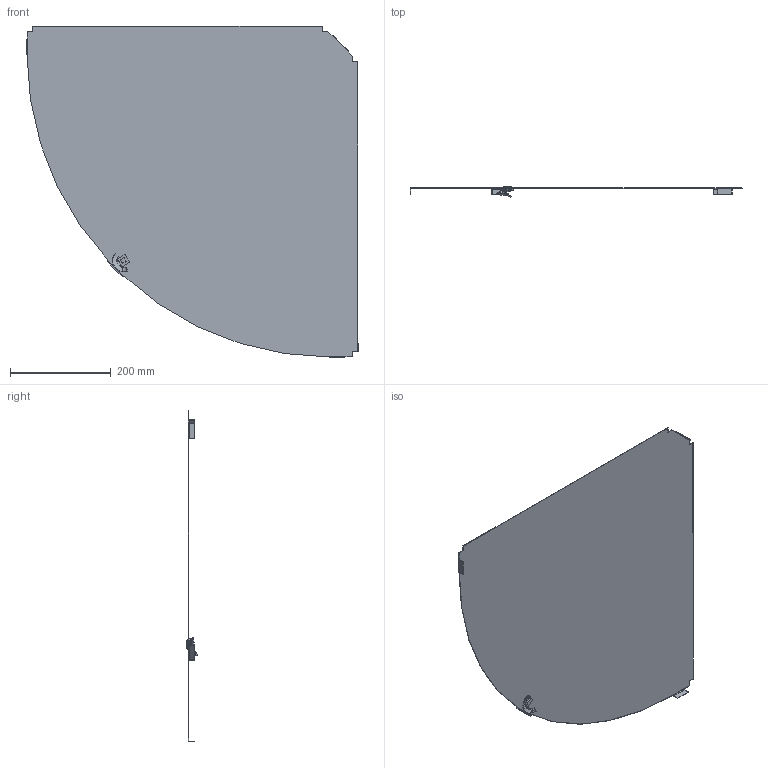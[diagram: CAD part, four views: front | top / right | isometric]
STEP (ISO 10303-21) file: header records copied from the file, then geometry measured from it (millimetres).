
FILE_DESCRIPTION (( 'STEP AP214' ), '1' );
FILE_NAME ('6036998.STEP', '2024-10-21T12:33:44', ( '' ), ( '' ), 'SwSTEP 2.0', 'SolidWorks 2024', '' );
FILE_SCHEMA (( 'AUTOMOTIVE_DESIGN' ));
Length unit declared in the file: millimetre
Products named in the file (4): 099600_Standard; 183291_NB 600; 6036998; 109905_quadratisch
Assembly tree (3 placements, depth 2):
  6036998
    183291_NB 600
    109905_quadratisch
    099600_Standard
Bounding box: 658 x 21.36 x 658 mm (x, y, z)
Volume: 354949.9 mm3; surface area: 709355.5 mm2
Topology: 3 solids, 3 shells, 145 faces, 360 edges, 223 vertices
Faces by surface type: plane 79, bspline 34, cylinder 23, cone 7, torus 2
Full cylindrical faces by diameter (mm): 16.5 x1
Entity records: 6159 total; most frequent: CARTESIAN_POINT 2941, ORIENTED_EDGE 704, DIRECTION 532, EDGE_CURVE 352, VERTEX_POINT 221, LINE 178, VECTOR 178, AXIS2_PLACEMENT_3D 177
